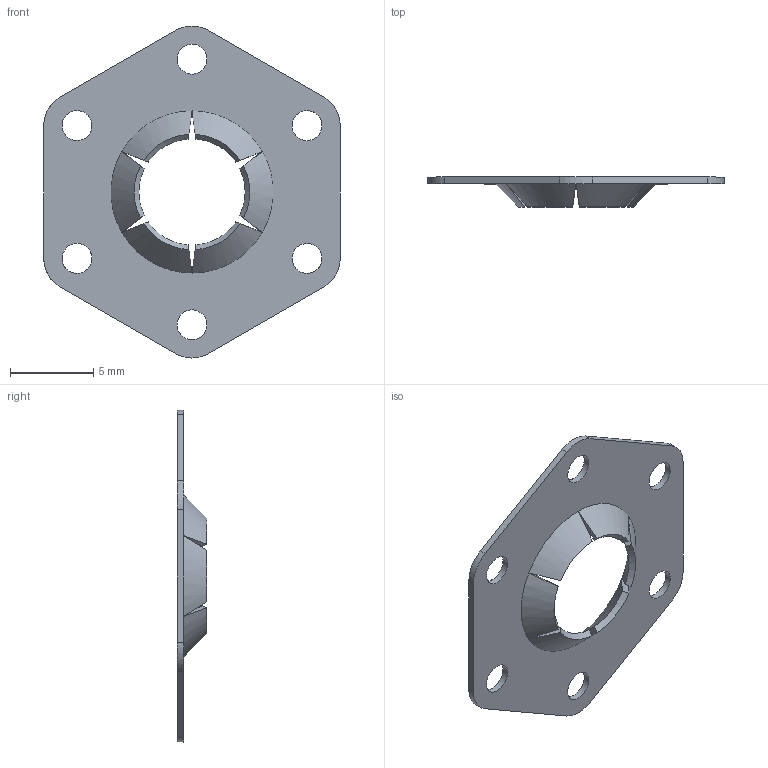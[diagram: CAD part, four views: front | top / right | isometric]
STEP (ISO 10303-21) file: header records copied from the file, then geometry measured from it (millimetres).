
FILE_DESCRIPTION((''),'2;1');
FILE_NAME('','2012-08-22T10:20:51',(''),(''),'','CADfix','');
FILE_SCHEMA(('AUTOMOTIVE_DESIGN { 1 0 10303 214 1 1 1 1 }'));
Length unit declared in the file: millimetre
Bounding box: 17.86 x 1.8 x 20 mm (x, y, z)
Volume: 94.8 mm3; surface area: 529.6 mm2
Topology: 1 solids, 1 shells, 56 faces, 198 edges, 144 vertices
Faces by surface type: bspline 56
Entity records: 2762 total; most frequent: CARTESIAN_POINT 1592, ORIENTED_EDGE 396, EDGE_CURVE 198, VERTEX_POINT 144, B_SPLINE_CURVE_WITH_KNOTS 108, QUASI_UNIFORM_CURVE 90, EDGE_LOOP 70, FACE_OUTER_BOUND 56
